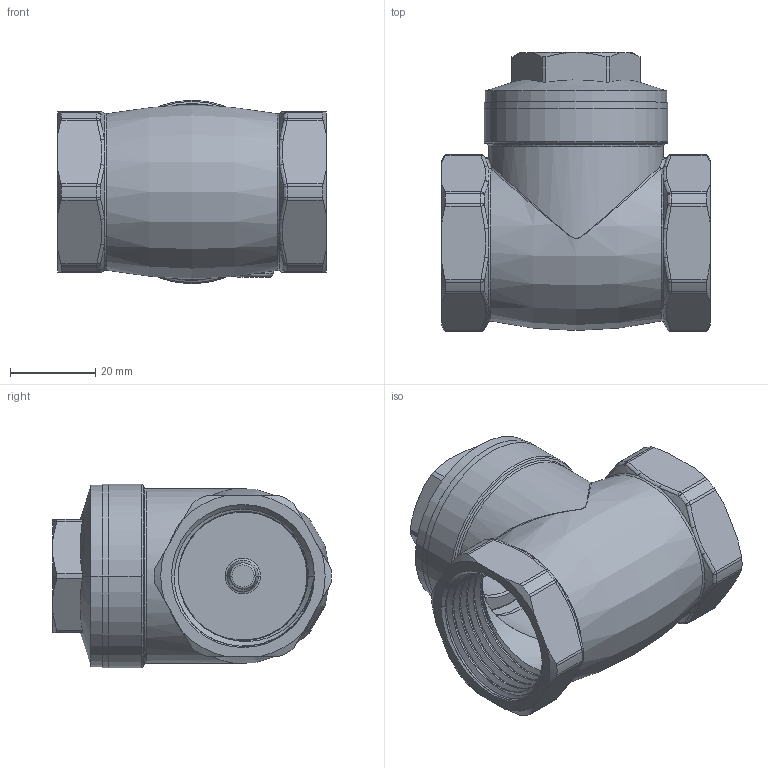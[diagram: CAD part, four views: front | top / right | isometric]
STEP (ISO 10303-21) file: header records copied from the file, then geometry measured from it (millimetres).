
FILE_DESCRIPTION(/* description */ ('Unknown'),/* implementation_level */ '2;1');
FILE_NAME(/* name */ '1052-06',/* time_stamp */ '2024-03-05T09:54:42+01:00',/* author */ ('Unknown'),/* organization */ ('Unknown'),/* preprocessor_version */ 'ST-DEVELOPER v19.4',/* originating_system */ 'Solid Edge',/* authorisation */ 'Unknown');
FILE_SCHEMA (('AUTOMOTIVE_DESIGN {1 0 10303 214 3 1 1}'));
Length unit declared in the file: millimetre
Products named in the file (9): 1052-06; F501-25-1; F501-25-4; F501-25-2; F501-25-3R_ASM; F501-25-3R; F501-25-5R; F501-25-6R; F501-15-7R
Assembly tree (8 placements, depth 3):
  1052-06
    F501-25-1
    F501-25-4
    F501-25-2
    F501-25-3R_ASM
      F501-25-3R
      F501-25-5R
      F501-25-6R
      F501-15-7R
Bounding box: 63 x 65.35 x 43 mm (x, y, z)
Volume: 40862.9 mm3; surface area: 32597.4 mm2
Topology: 7 solids, 7 shells, 410 faces, 993 edges, 607 vertices
Faces by surface type: cylinder 128, bspline 79, plane 71, cone 68, torus 58, sphere 6
Entity records: 20777 total; most frequent: CARTESIAN_POINT 11904, ORIENTED_EDGE 1982, DIRECTION 1563, EDGE_CURVE 991, AXIS2_PLACEMENT_3D 667, VERTEX_POINT 607, B_SPLINE_CURVE_WITH_KNOTS 435, EDGE_LOOP 432
